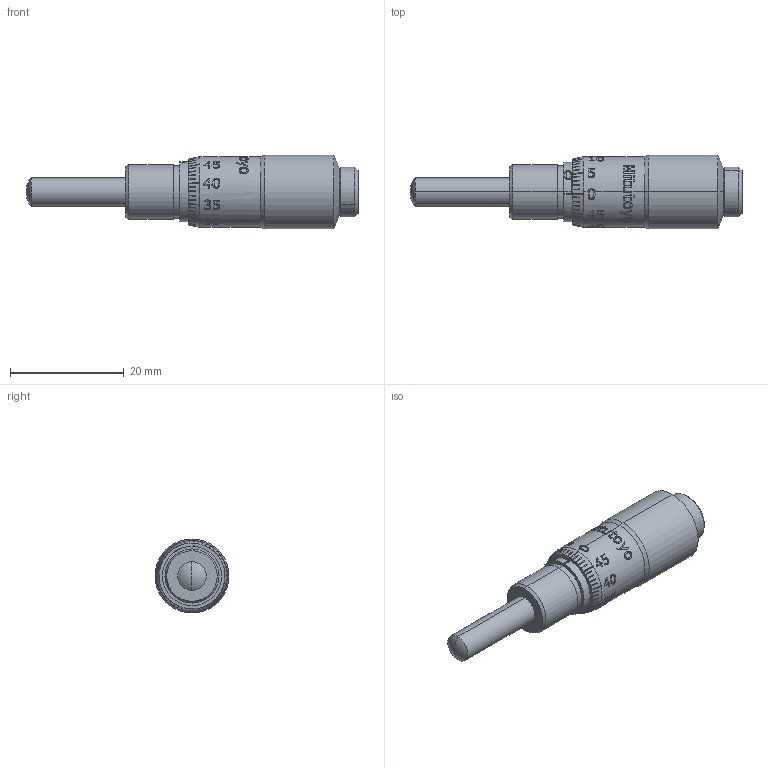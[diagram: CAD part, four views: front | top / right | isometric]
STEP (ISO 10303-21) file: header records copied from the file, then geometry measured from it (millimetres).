
FILE_DESCRIPTION (( 'STEP AP214' ), '1' );
FILE_NAME ('TTN017210-E0W.STEP', '2013-08-28T17:23:19', ( 'Admin' ), ( '' ), 'SwSTEP 2.0', 'SolidWorks 2012', '' );
FILE_SCHEMA (( 'AUTOMOTIVE_DESIGN' ));
Length unit declared in the file: inch
Products named in the file (1): TTN017210-E0W
Bounding box: 58.33 x 13 x 13 mm (x, y, z)
Volume: 4625.1 mm3; surface area: 2278.8 mm2
Topology: 2 solids, 2 shells, 709 faces, 1968 edges, 1304 vertices
Faces by surface type: plane 298, bspline 234, cylinder 102, cone 73, torus 2
Entity records: 53816 total; most frequent: CARTESIAN_POINT 28543, ORIENTED_EDGE 3932, DIRECTION 2413, EDGE_CURVE 1966, VERTEX_POINT 1304, B_SPLINE_CURVE_WITH_KNOTS 948, AXIS2_PLACEMENT_3D 919, EDGE_LOOP 752
